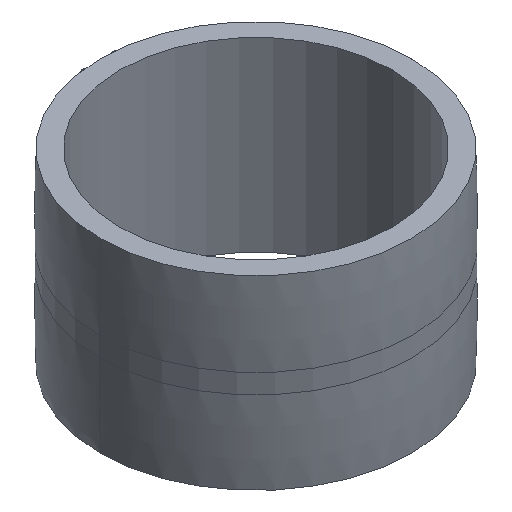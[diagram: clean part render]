
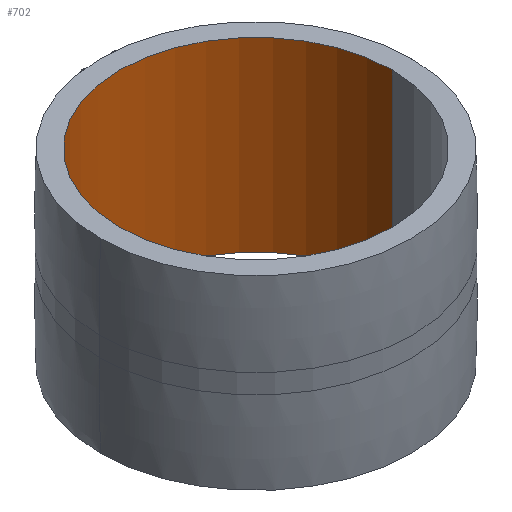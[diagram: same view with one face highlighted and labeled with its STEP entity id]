
A CAD part, isometric view. The second image highlights one B-rep face of the part: STEP entity #702.
In plain terms, the highlighted cylindrical face has radius 315 mm (diameter 630 mm), a partial arc.
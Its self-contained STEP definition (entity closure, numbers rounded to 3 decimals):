
#73 = CARTESIAN_POINT ( 'NONE',  ( -315., 0., -215. ) ) ;
#166 = VERTEX_POINT ( 'NONE', #881 ) ;
#228 = DIRECTION ( 'NONE',  ( 0., 0., 1. ) ) ;
#232 = CARTESIAN_POINT ( 'NONE',  ( 0., 0., 215. ) ) ;
#249 = CARTESIAN_POINT ( 'NONE',  ( 315., 0., -215. ) ) ;
#285 = CIRCLE ( 'NONE', #671, 315. ) ;
#289 = ORIENTED_EDGE ( 'NONE', *, *, #952, .F. ) ;
#312 = CYLINDRICAL_SURFACE ( 'NONE', #755, 315. ) ;
#328 = EDGE_CURVE ( 'NONE', #757, #480, #801, .T. ) ;
#435 = CARTESIAN_POINT ( 'NONE',  ( 315., 0., 0. ) ) ;
#475 = DIRECTION ( 'NONE',  ( 1., 0., 0. ) ) ;
#480 = VERTEX_POINT ( 'NONE', #1032 ) ;
#514 = VECTOR ( 'NONE', #930, 1000. ) ;
#534 = ORIENTED_EDGE ( 'NONE', *, *, #328, .T. ) ;
#558 = DIRECTION ( 'NONE',  ( 0., 0., 1. ) ) ;
#562 = EDGE_LOOP ( 'NONE', ( #1568, #289, #534, #1098 ) ) ;
#664 = CARTESIAN_POINT ( 'NONE',  ( -315., 0., 0. ) ) ;
#671 = AXIS2_PLACEMENT_3D ( 'NONE', #830, #228, #475 ) ;
#702 = ADVANCED_FACE ( 'NONE', ( #1052 ), #312, .F. ) ;
#726 = DIRECTION ( 'NONE',  ( 0., 0., 1. ) ) ;
#755 = AXIS2_PLACEMENT_3D ( 'NONE', #1537, #1070, #1555 ) ;
#757 = VERTEX_POINT ( 'NONE', #249 ) ;
#801 = LINE ( 'NONE', #435, #514 ) ;
#830 = CARTESIAN_POINT ( 'NONE',  ( 0., 0., -215. ) ) ;
#832 = EDGE_CURVE ( 'NONE', #480, #166, #1299, .T. ) ;
#838 = EDGE_CURVE ( 'NONE', #1556, #166, #1293, .T. ) ;
#881 = CARTESIAN_POINT ( 'NONE',  ( -315., 0., 215. ) ) ;
#930 = DIRECTION ( 'NONE',  ( 0., 0., 1. ) ) ;
#952 = EDGE_CURVE ( 'NONE', #757, #1556, #285, .T. ) ;
#986 = DIRECTION ( 'NONE',  ( 1., 0., 0. ) ) ;
#1032 = CARTESIAN_POINT ( 'NONE',  ( 315., 0., 215. ) ) ;
#1052 = FACE_OUTER_BOUND ( 'NONE', #562, .T. ) ;
#1070 = DIRECTION ( 'NONE',  ( 0., 0., 1. ) ) ;
#1098 = ORIENTED_EDGE ( 'NONE', *, *, #832, .T. ) ;
#1293 = LINE ( 'NONE', #664, #1358 ) ;
#1299 = CIRCLE ( 'NONE', #1529, 315. ) ;
#1358 = VECTOR ( 'NONE', #558, 1000. ) ;
#1529 = AXIS2_PLACEMENT_3D ( 'NONE', #232, #726, #986 ) ;
#1537 = CARTESIAN_POINT ( 'NONE',  ( 0., 0., 0. ) ) ;
#1555 = DIRECTION ( 'NONE',  ( 1., 0., 0. ) ) ;
#1556 = VERTEX_POINT ( 'NONE', #73 ) ;
#1568 = ORIENTED_EDGE ( 'NONE', *, *, #838, .F. ) ;
